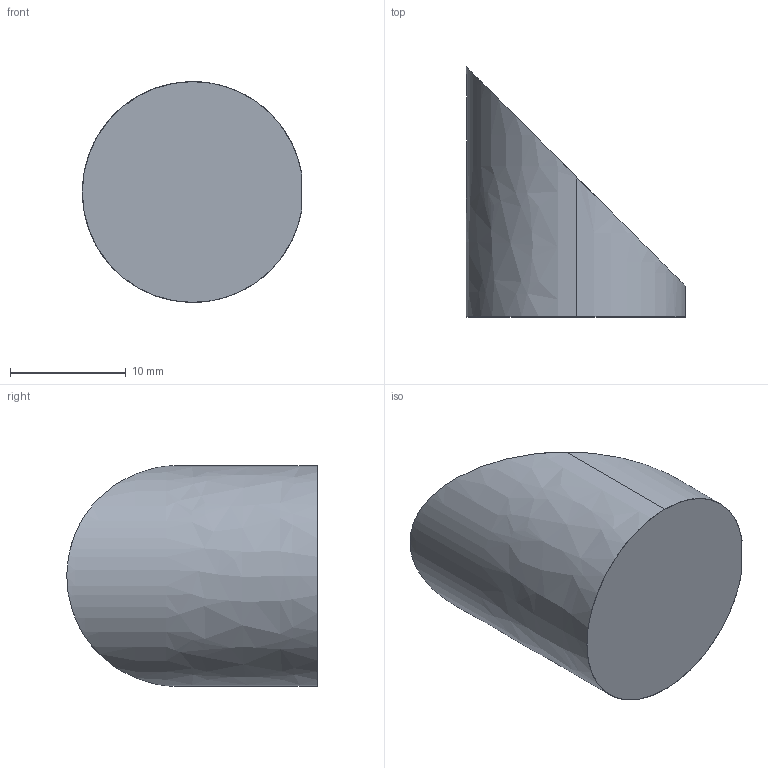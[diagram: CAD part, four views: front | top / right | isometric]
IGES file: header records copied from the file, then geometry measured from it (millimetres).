
Start section: SolidWorks IGES file using analytic representation for surfaces
Global section: file name: UNIVERSAL COMPONENT.IGS; native system: SolidWorks 2006 by SolidWorks Corporation; preprocessor: SolidWorks 2006 by SolidWorks Corporation; author: Robert J. Villegas; date: 110125.133748; units: inch
Bounding box: 18.92 x 21.59 x 19.05 mm (x, y, z)
Surface area: 1409.8 mm2 (no closed solid volume)
Topology: 0 solids, 0 shells, 6 faces, 115 edges, 115 vertices
Faces by surface type: revolution 3, bspline 3
